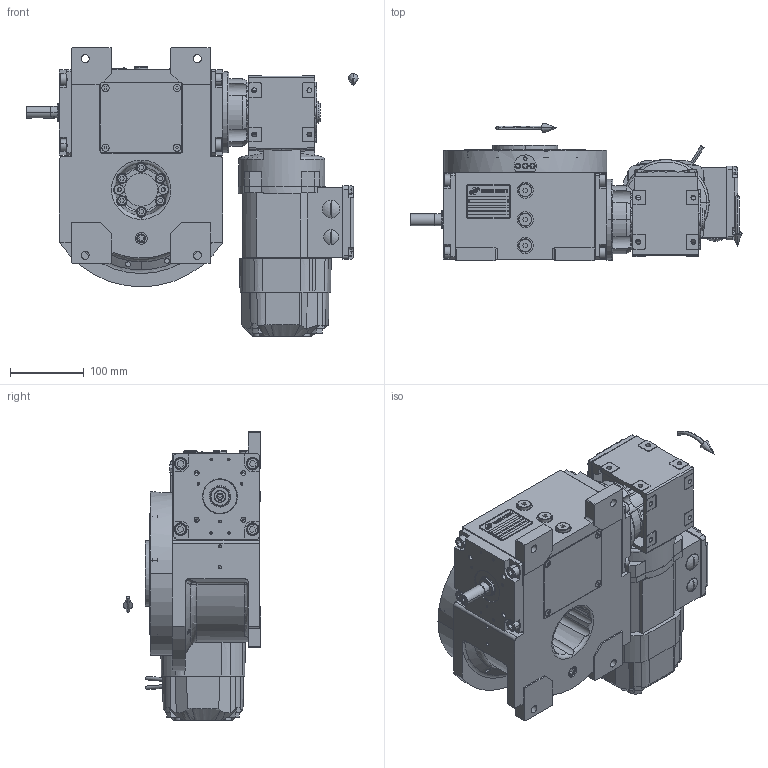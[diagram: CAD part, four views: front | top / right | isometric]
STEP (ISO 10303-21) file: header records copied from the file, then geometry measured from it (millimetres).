
FILE_DESCRIPTION (( 'STEP AP214' ), '1' );
FILE_NAME ('PC5200446.step', '2024-06-26T18:36:49', ( '' ), ( '' ), 'SwSTEP 2.0', 'SolidWorks 2020', '' );
FILE_SCHEMA (( 'AUTOMOTIVE_DESIGN' ));
Length unit declared in the file: millimetre
Products named in the file (79): cfn2000_01_103; cfn2104_01_016; AS_rig06_004_s_001; cfn2003_01_054; CFN2000_01_185^RIG06_005_ASM_rig06_071_06_m_asm(2)_rig06_071_06_m_asm.stp; cfn2000_01_126; olio_agip_blasia_150; cfn2000_01_124; cfn2151_01_090; AS_rig06_071_6_m; rig06_007_master; cfn2205_01_013; rig06_016; WAF20DRN63MS4BE03HR_B_0; cfn2115_02_165; cfn2128_19_002; CFN2010_01_012^rig06_071_06_m_asm(2)_rig06_071_06_m_asm.stp; cfn2077_01_018; rig06_003_6; AS_rig06_015; RIG06_021_AF0^RIG06_005_ASM_rig06_071_06_m_asm(2)_rig06_071_06_m_asm.stp; cfn2151_01_290; cfn2107_01_001; rig06_015; PC5200446; AS_cfn2476_01_002_60x46; rig06_071_06_m_asm.stp; cfn2128_04_004; AS_rig06_002_bl_002; cfn2155_01_056; 900_38_30_003; rig06_002_bl_002; RIG06_005_ASM^rig06_071_06_m_asm(2)_rig06_071_06_m_asm.stp; cfn2115_02_068; CFN2203_02_001^rig06_071_06_m_asm(2)_rig06_071_06_m_asm.stp; cfn2070_05_005; cfn2155_01_303; rig06_004_s_001; cfn2151_01_109; AS_rig06_004 ...
Assembly tree (72 placements, depth 5):
  olio_agip_blasia_150
  cfn2151_01_090
  rig06_007_master
  cfn2205_01_013
  cfn2115_02_165
Bounding box: 451 x 187 x 392.3 mm (x, y, z)
Volume: 6518034.6 mm3; surface area: 1006097.9 mm2
Topology: 63 solids, 67 shells, 2773 faces, 7126 edges, 4618 vertices
Faces by surface type: plane 1415, cylinder 960, cone 329, bspline 32, torus 27, sphere 10
Entity records: 97432 total; most frequent: CARTESIAN_POINT 25822, DIRECTION 13718, ORIENTED_EDGE 13532, EDGE_CURVE 6766, AXIS2_PLACEMENT_3D 4766, VERTEX_POINT 4437, LINE 4186, VECTOR 4186
